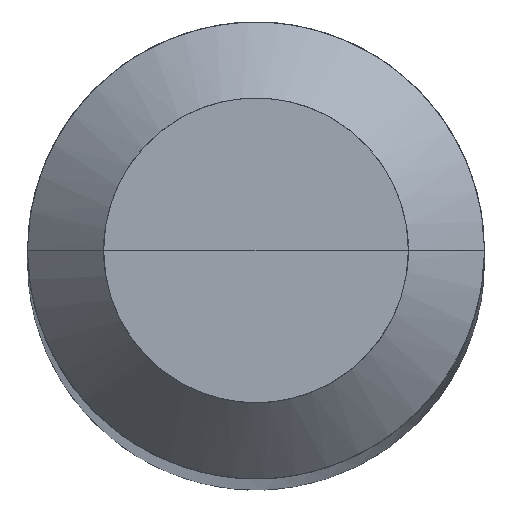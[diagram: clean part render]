
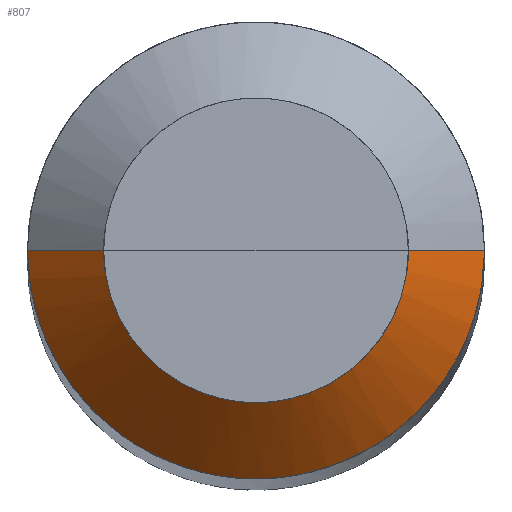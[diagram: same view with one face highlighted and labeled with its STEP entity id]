
A CAD part, top view. The second image highlights one B-rep face of the part: STEP entity #807.
In plain terms, the highlighted free-form (B-spline) face has degree [1, 2] with [2, 5] control points.
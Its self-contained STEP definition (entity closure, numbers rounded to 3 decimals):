
#378=CARTESIAN_POINT('',(1.5,0.0,41.489));
#382=CARTESIAN_POINT('',(-1.5,0.0,41.489));
#383=CARTESIAN_POINT('',(1.0,0.0,41.989));
#387=CARTESIAN_POINT('',(-1.0,0.0,41.989));
#401=CARTESIAN_POINT('',(-1.5,-1.5,41.489));
#402=CARTESIAN_POINT('',(0.0,-1.5,41.489));
#403=CARTESIAN_POINT('',(1.5,-1.5,41.489));
#404=CARTESIAN_POINT('',(-1.0,-1.0,41.989));
#405=CARTESIAN_POINT('',(0.0,-1.0,41.989));
#406=CARTESIAN_POINT('',(1.0,-1.0,41.989));
#788=(
BOUNDED_SURFACE()
B_SPLINE_SURFACE(1,2,(
(#382,#401,#402,#403,#378),
(#387,#404,#405,#406,#383)
), .UNSPECIFIED.,.F.,.F.,.F.)
B_SPLINE_SURFACE_WITH_KNOTS((2,2),(3,2,3),(
0.0,1.0),(
0.0,0.5,1.0), .UNSPECIFIED.)
GEOMETRIC_REPRESENTATION_ITEM()
RATIONAL_B_SPLINE_SURFACE(((1.0,0.707,1.0,0.707,1.0),
(1.0,0.707,1.0,0.707,1.0)
))
REPRESENTATION_ITEM('')
SURFACE()
);
#789=(
BOUNDED_CURVE()
B_SPLINE_CURVE(2,(#378,#403,#402,#401,#382),.UNSPECIFIED.,.F.,.F.)
B_SPLINE_CURVE_WITH_KNOTS((3,2,3),
(0.0,0.5,1.0),.UNSPECIFIED.)
CURVE()
GEOMETRIC_REPRESENTATION_ITEM()
RATIONAL_B_SPLINE_CURVE((1.0,0.707,1.0,0.707,1.0))
REPRESENTATION_ITEM('')
);
#790=(
BOUNDED_CURVE()
B_SPLINE_CURVE(1,(#382,#387),.UNSPECIFIED.,.F.,.F.)
B_SPLINE_CURVE_WITH_KNOTS((2,2),
(0.0,1.0),.UNSPECIFIED.)
CURVE()
GEOMETRIC_REPRESENTATION_ITEM()
RATIONAL_B_SPLINE_CURVE((1.0,1.0))
REPRESENTATION_ITEM('')
);
#791=(
BOUNDED_CURVE()
B_SPLINE_CURVE(2,(#387,#404,#405,#406,#383),.UNSPECIFIED.,.F.,.F.)
B_SPLINE_CURVE_WITH_KNOTS((3,2,3),
(0.0,0.5,1.0),.UNSPECIFIED.)
CURVE()
GEOMETRIC_REPRESENTATION_ITEM()
RATIONAL_B_SPLINE_CURVE((1.0,0.707,1.0,0.707,1.0))
REPRESENTATION_ITEM('')
);
#792=(
BOUNDED_CURVE()
B_SPLINE_CURVE(1,(#383,#378),.UNSPECIFIED.,.F.,.F.)
B_SPLINE_CURVE_WITH_KNOTS((2,2),
(0.0,1.0),.UNSPECIFIED.)
CURVE()
GEOMETRIC_REPRESENTATION_ITEM()
RATIONAL_B_SPLINE_CURVE((1.0,1.0))
REPRESENTATION_ITEM('')
);
#793=VERTEX_POINT('',#378);
#794=VERTEX_POINT('',#382);
#795=VERTEX_POINT('',#383);
#796=VERTEX_POINT('',#387);
#797=EDGE_CURVE('',#793,#794,#789,.T.);
#798=EDGE_CURVE('',#794,#796,#790,.T.);
#799=EDGE_CURVE('',#796,#795,#791,.T.);
#800=EDGE_CURVE('',#795,#793,#792,.T.);
#801=ORIENTED_EDGE('',*,*,#797,.T.);
#802=ORIENTED_EDGE('',*,*,#798,.T.);
#803=ORIENTED_EDGE('',*,*,#799,.T.);
#804=ORIENTED_EDGE('',*,*,#800,.T.);
#805=EDGE_LOOP('',(#801,#802,#803,#804));
#806=FACE_OUTER_BOUND('',#805,.T.);
#807=ADVANCED_FACE('',(#806),#788,.T.);
